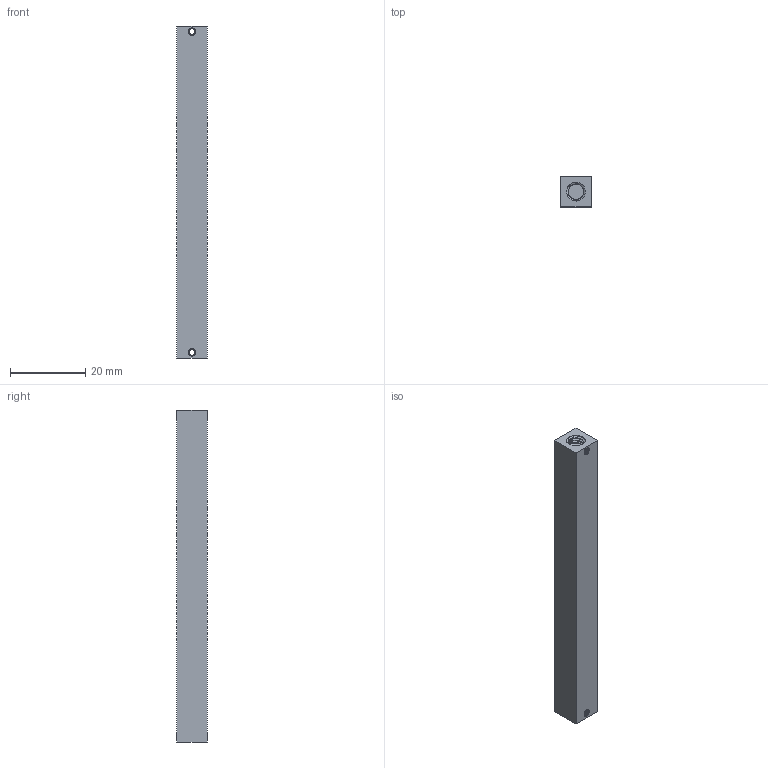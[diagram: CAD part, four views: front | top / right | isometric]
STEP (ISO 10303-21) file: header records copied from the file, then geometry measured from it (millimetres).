
FILE_DESCRIPTION (( 'STEP AP214' ), '1' );
FILE_NAME ('ATR_20200305_6.STEP', '2020-07-24T08:28:23', ( '' ), ( '' ), 'SwSTEP 2.0', 'SolidWorks 2019', '' );
FILE_SCHEMA (( 'AUTOMOTIVE_DESIGN' ));
Length unit declared in the file: millimetre
Products named in the file (1): ATR_20200305_6
Bounding box: 8 x 8 x 88 mm (x, y, z)
Volume: 5291.5 mm3; surface area: 3426.4 mm2
Topology: 1 solids, 1 shells, 182 faces, 498 edges, 316 vertices
Faces by surface type: cylinder 105, bspline 59, plane 18
Entity records: 23641 total; most frequent: CARTESIAN_POINT 20192, ORIENTED_EDGE 996, EDGE_CURVE 498, DIRECTION 396, VERTEX_POINT 316, EDGE_LOOP 188, ADVANCED_FACE 182, FACE_OUTER_BOUND 182
